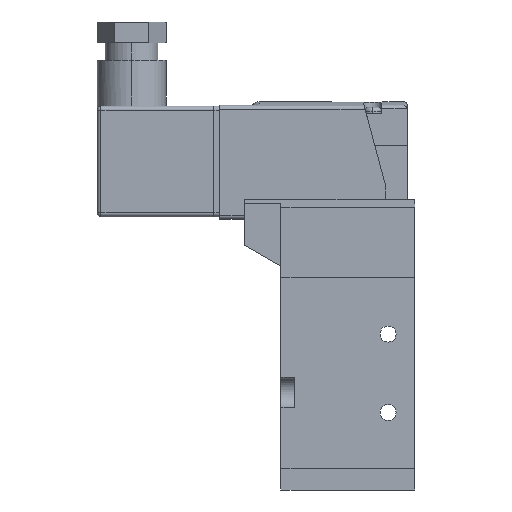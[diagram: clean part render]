
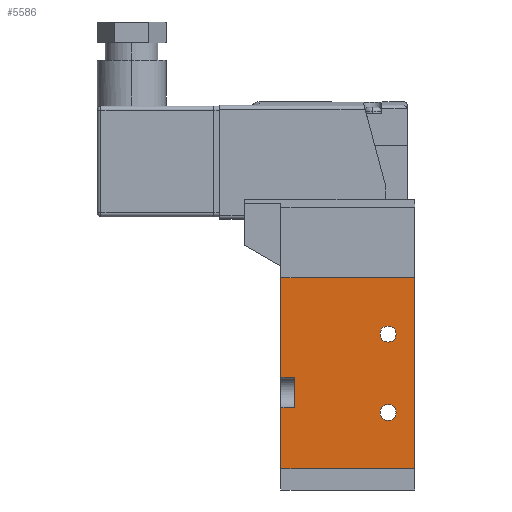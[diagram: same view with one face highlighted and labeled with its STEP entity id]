
A CAD part, left-side view. The second image highlights one B-rep face of the part: STEP entity #5586.
In plain terms, the highlighted planar face has unit normal (-1, 0, 0).
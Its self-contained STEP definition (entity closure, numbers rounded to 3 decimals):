
#388 = CARTESIAN_POINT ( 'NONE',  ( -13.2, 35., 30.5 ) ) ;
#462 = EDGE_CURVE ( 'NONE', #1870, #1135, #7902, .T. ) ;
#483 = VECTOR ( 'NONE', #5359, 1000. ) ;
#766 = VERTEX_POINT ( 'NONE', #4381 ) ;
#1074 = DIRECTION ( 'NONE',  ( 0., 1., 0. ) ) ;
#1135 = VERTEX_POINT ( 'NONE', #10276 ) ;
#1165 = ORIENTED_EDGE ( 'NONE', *, *, #6511, .T. ) ;
#1324 = DIRECTION ( 'NONE',  ( 0., 0., -1. ) ) ;
#1355 = CARTESIAN_POINT ( 'NONE',  ( -13.2, 35., 25. ) ) ;
#1399 = DIRECTION ( 'NONE',  ( 0., 1., 0. ) ) ;
#1521 = DIRECTION ( 'NONE',  ( 0., 0., -1. ) ) ;
#1599 = VERTEX_POINT ( 'NONE', #4137 ) ;
#1863 = DIRECTION ( 'NONE',  ( 0., 0., 1. ) ) ;
#1870 = VERTEX_POINT ( 'NONE', #11680 ) ;
#1883 = DIRECTION ( 'NONE',  ( 1., 0., 0. ) ) ;
#2042 = ORIENTED_EDGE ( 'NONE', *, *, #13579, .T. ) ;
#2121 = CARTESIAN_POINT ( 'NONE',  ( -13.2, 7., -12.35 ) ) ;
#2122 = EDGE_CURVE ( 'NONE', #9272, #8824, #13462, .T. ) ;
#2125 = EDGE_CURVE ( 'NONE', #12451, #4916, #3218, .T. ) ;
#2151 = VERTEX_POINT ( 'NONE', #8953 ) ;
#2839 = DIRECTION ( 'NONE',  ( 1., 0., 0. ) ) ;
#2959 = CARTESIAN_POINT ( 'NONE',  ( -13.2, 35., -25. ) ) ;
#3013 = CARTESIAN_POINT ( 'NONE',  ( -13.2, 31.5, -9. ) ) ;
#3063 = VECTOR ( 'NONE', #11854, 1000. ) ;
#3127 = ORIENTED_EDGE ( 'NONE', *, *, #2122, .T. ) ;
#3218 = LINE ( 'NONE', #4006, #12612 ) ;
#3277 = CIRCLE ( 'NONE', #3879, 2.1 ) ;
#3439 = DIRECTION ( 'NONE',  ( 0., 1., 0. ) ) ;
#3502 = EDGE_CURVE ( 'NONE', #1870, #4916, #11504, .T. ) ;
#3563 = DIRECTION ( 'NONE',  ( 0., 0., -1. ) ) ;
#3879 = AXIS2_PLACEMENT_3D ( 'NONE', #8419, #2839, #5272 ) ;
#4006 = CARTESIAN_POINT ( 'NONE',  ( -13.2, 35., 30.5 ) ) ;
#4137 = CARTESIAN_POINT ( 'NONE',  ( -13.2, 7., -8.15 ) ) ;
#4350 = EDGE_CURVE ( 'NONE', #5135, #1599, #10592, .T. ) ;
#4358 = CARTESIAN_POINT ( 'NONE',  ( -13.2, 7., 8.15 ) ) ;
#4360 = DIRECTION ( 'NONE',  ( 0., 0., 1. ) ) ;
#4381 = CARTESIAN_POINT ( 'NONE',  ( -13.2, 0., 25. ) ) ;
#4400 = DIRECTION ( 'NONE',  ( 0., 1., 0. ) ) ;
#4503 = AXIS2_PLACEMENT_3D ( 'NONE', #7429, #12390, #1521 ) ;
#4612 = CARTESIAN_POINT ( 'NONE',  ( -13.2, 7., 10.25 ) ) ;
#4770 = CARTESIAN_POINT ( 'NONE',  ( -13.2, 31.5, -1. ) ) ;
#4777 = EDGE_LOOP ( 'NONE', ( #7899, #1165 ) ) ;
#4916 = VERTEX_POINT ( 'NONE', #13874 ) ;
#4955 = EDGE_LOOP ( 'NONE', ( #12112, #6016, #6233, #9767, #8193, #7385, #8341, #2042 ) ) ;
#5135 = VERTEX_POINT ( 'NONE', #2121 ) ;
#5203 = LINE ( 'NONE', #1355, #12130 ) ;
#5236 = VERTEX_POINT ( 'NONE', #8504 ) ;
#5272 = DIRECTION ( 'NONE',  ( 0., 0., -1. ) ) ;
#5345 = EDGE_CURVE ( 'NONE', #5236, #766, #13903, .T. ) ;
#5359 = DIRECTION ( 'NONE',  ( 0., 0., 1. ) ) ;
#5525 = LINE ( 'NONE', #4770, #6387 ) ;
#5586 = ADVANCED_FACE ( 'NONE', ( #9751, #6147, #12982 ), #12129, .F. ) ;
#6016 = ORIENTED_EDGE ( 'NONE', *, *, #13789, .F. ) ;
#6076 = DIRECTION ( 'NONE',  ( 1., 0., 0. ) ) ;
#6147 = FACE_BOUND ( 'NONE', #4777, .T. ) ;
#6195 = EDGE_CURVE ( 'NONE', #2151, #13039, #7458, .T. ) ;
#6233 = ORIENTED_EDGE ( 'NONE', *, *, #462, .F. ) ;
#6252 = VECTOR ( 'NONE', #4400, 1000. ) ;
#6387 = VECTOR ( 'NONE', #3439, 1000. ) ;
#6511 = EDGE_CURVE ( 'NONE', #1599, #5135, #3277, .T. ) ;
#6929 = CARTESIAN_POINT ( 'NONE',  ( -13.2, 0., 30.5 ) ) ;
#7385 = ORIENTED_EDGE ( 'NONE', *, *, #11877, .F. ) ;
#7429 = CARTESIAN_POINT ( 'NONE',  ( -13.2, 7., -10.25 ) ) ;
#7458 = LINE ( 'NONE', #388, #483 ) ;
#7667 = CARTESIAN_POINT ( 'NONE',  ( -13.2, 35., 25. ) ) ;
#7710 = CIRCLE ( 'NONE', #11218, 2.1 ) ;
#7899 = ORIENTED_EDGE ( 'NONE', *, *, #4350, .T. ) ;
#7902 = LINE ( 'NONE', #3013, #3063 ) ;
#8193 = ORIENTED_EDGE ( 'NONE', *, *, #2125, .F. ) ;
#8341 = ORIENTED_EDGE ( 'NONE', *, *, #5345, .T. ) ;
#8419 = CARTESIAN_POINT ( 'NONE',  ( -13.2, 7., -10.25 ) ) ;
#8504 = CARTESIAN_POINT ( 'NONE',  ( -13.2, 0., -25. ) ) ;
#8580 = LINE ( 'NONE', #2959, #6252 ) ;
#8619 = CARTESIAN_POINT ( 'NONE',  ( -13.2, 7., 12.35 ) ) ;
#8824 = VERTEX_POINT ( 'NONE', #8619 ) ;
#8953 = CARTESIAN_POINT ( 'NONE',  ( -13.2, 35., -1. ) ) ;
#9152 = EDGE_LOOP ( 'NONE', ( #3127, #10886 ) ) ;
#9272 = VERTEX_POINT ( 'NONE', #4358 ) ;
#9353 = VECTOR ( 'NONE', #1863, 1000. ) ;
#9402 = CARTESIAN_POINT ( 'NONE',  ( -13.2, 7., 10.25 ) ) ;
#9751 = FACE_OUTER_BOUND ( 'NONE', #4955, .T. ) ;
#9767 = ORIENTED_EDGE ( 'NONE', *, *, #3502, .T. ) ;
#10248 = CARTESIAN_POINT ( 'NONE',  ( -13.2, 35., -25. ) ) ;
#10276 = CARTESIAN_POINT ( 'NONE',  ( -13.2, 31.5, -1. ) ) ;
#10456 = CARTESIAN_POINT ( 'NONE',  ( -13.2, 35., 30.5 ) ) ;
#10467 = AXIS2_PLACEMENT_3D ( 'NONE', #10456, #11730, #11617 ) ;
#10592 = CIRCLE ( 'NONE', #4503, 2.1 ) ;
#10886 = ORIENTED_EDGE ( 'NONE', *, *, #13981, .T. ) ;
#11218 = AXIS2_PLACEMENT_3D ( 'NONE', #9402, #1883, #1324 ) ;
#11504 = LINE ( 'NONE', #13769, #12728 ) ;
#11617 = DIRECTION ( 'NONE',  ( 0., 0., -1. ) ) ;
#11680 = CARTESIAN_POINT ( 'NONE',  ( -13.2, 31.5, -9. ) ) ;
#11730 = DIRECTION ( 'NONE',  ( 1., 0., 0. ) ) ;
#11854 = DIRECTION ( 'NONE',  ( 0., 0., 1. ) ) ;
#11877 = EDGE_CURVE ( 'NONE', #5236, #12451, #8580, .T. ) ;
#12112 = ORIENTED_EDGE ( 'NONE', *, *, #6195, .F. ) ;
#12129 = PLANE ( 'NONE',  #10467 ) ;
#12130 = VECTOR ( 'NONE', #1399, 1000. ) ;
#12390 = DIRECTION ( 'NONE',  ( 1., 0., 0. ) ) ;
#12451 = VERTEX_POINT ( 'NONE', #10248 ) ;
#12612 = VECTOR ( 'NONE', #4360, 1000. ) ;
#12728 = VECTOR ( 'NONE', #1074, 1000. ) ;
#12928 = AXIS2_PLACEMENT_3D ( 'NONE', #4612, #6076, #3563 ) ;
#12982 = FACE_BOUND ( 'NONE', #9152, .T. ) ;
#13039 = VERTEX_POINT ( 'NONE', #7667 ) ;
#13462 = CIRCLE ( 'NONE', #12928, 2.1 ) ;
#13579 = EDGE_CURVE ( 'NONE', #766, #13039, #5203, .T. ) ;
#13769 = CARTESIAN_POINT ( 'NONE',  ( -13.2, 31.5, -9. ) ) ;
#13789 = EDGE_CURVE ( 'NONE', #1135, #2151, #5525, .T. ) ;
#13874 = CARTESIAN_POINT ( 'NONE',  ( -13.2, 35., -9. ) ) ;
#13903 = LINE ( 'NONE', #6929, #9353 ) ;
#13981 = EDGE_CURVE ( 'NONE', #8824, #9272, #7710, .T. ) ;
